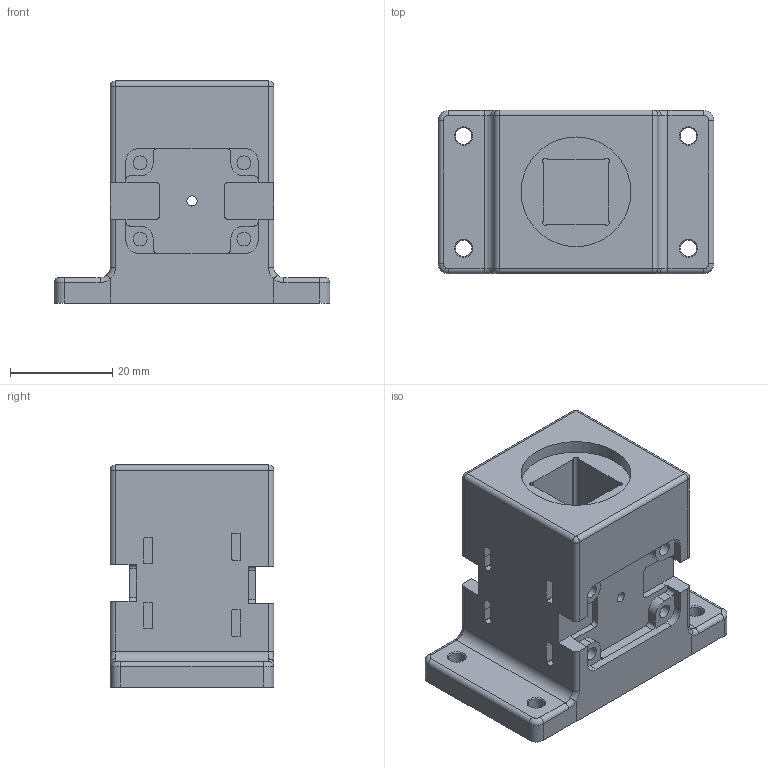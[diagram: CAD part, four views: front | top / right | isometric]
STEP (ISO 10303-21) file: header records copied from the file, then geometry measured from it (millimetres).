
FILE_DESCRIPTION(('FreeCAD Model'),'2;1');
FILE_NAME('Open CASCADE Shape Model','2023-11-12T17:55:43',('Author'),( ''),'Open CASCADE STEP processor 7.6','FreeCAD','Unknown');
FILE_SCHEMA(('AUTOMOTIVE_DESIGN { 1 0 10303 214 1 1 1 1 }'));
Length unit declared in the file: millimetre
Products named in the file (1): RightFlangeMountHoleChamfer
Bounding box: 54 x 32 x 43.5 mm (x, y, z)
Volume: 36163.3 mm3; surface area: 13280.4 mm2
Topology: 1 solids, 1 shells, 301 faces, 811 edges, 518 vertices
Faces by surface type: plane 150, cylinder 131, torus 8, cone 4, bspline 4, sphere 4
Full cylindrical faces by diameter (mm): 2 x2, 2.7 x16, 3.2 x4, 21.5 x1
Entity records: 9545 total; most frequent: CARTESIAN_POINT 1743, DIRECTION 1673, ORIENTED_EDGE 1614, EDGE_CURVE 807, AXIS2_PLACEMENT_3D 580, VERTEX_POINT 518, LINE 513, VECTOR 513
